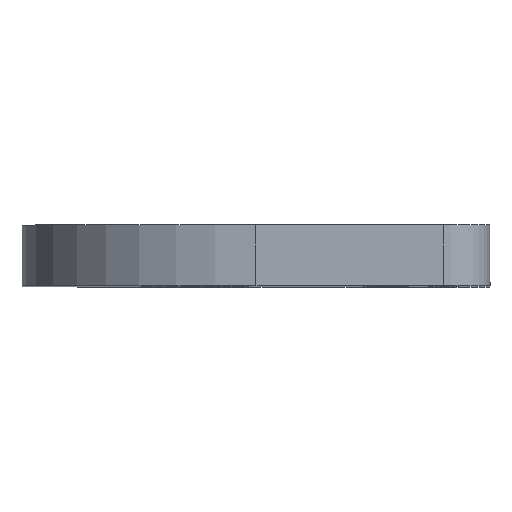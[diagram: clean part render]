
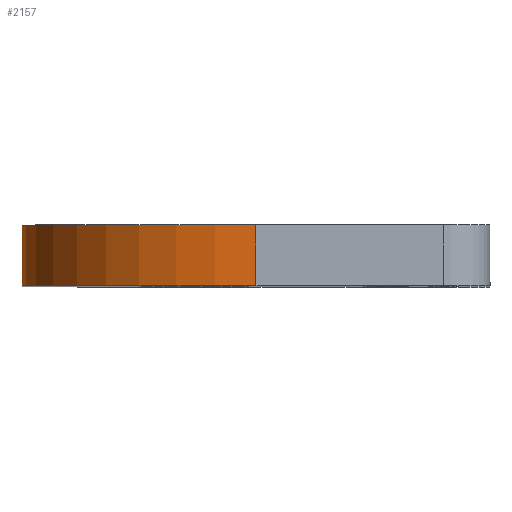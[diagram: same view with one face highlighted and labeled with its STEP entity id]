
A CAD part, top view. The second image highlights one B-rep face of the part: STEP entity #2157.
In plain terms, the highlighted cylindrical face has radius 15 mm (diameter 30 mm), a partial arc.
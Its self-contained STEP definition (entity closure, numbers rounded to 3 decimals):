
#7 = DIRECTION ( 'NONE',  ( 0., 0., 1. ) ) ;
#37 = VERTEX_POINT ( 'NONE', #3870 ) ;
#153 = CARTESIAN_POINT ( 'NONE',  ( -18., 3.9, 16.5 ) ) ;
#231 = EDGE_CURVE ( 'NONE', #3797, #2350, #3107, .T. ) ;
#475 = CARTESIAN_POINT ( 'NONE',  ( -3., 3.9, 16.5 ) ) ;
#491 = ORIENTED_EDGE ( 'NONE', *, *, #2275, .F. ) ;
#582 = CARTESIAN_POINT ( 'NONE',  ( -3., 3.9, 31.5 ) ) ;
#743 = CARTESIAN_POINT ( 'NONE',  ( -3., 3.9, 31.5 ) ) ;
#893 = CARTESIAN_POINT ( 'NONE',  ( -3., 0., 31.5 ) ) ;
#894 = LINE ( 'NONE', #4063, #3586 ) ;
#992 = EDGE_CURVE ( 'NONE', #2350, #3850, #1060, .T. ) ;
#1060 = LINE ( 'NONE', #582, #3550 ) ;
#1333 = EDGE_CURVE ( 'NONE', #37, #3797, #894, .T. ) ;
#1534 = DIRECTION ( 'NONE',  ( 0., -1., 0. ) ) ;
#1741 = ORIENTED_EDGE ( 'NONE', *, *, #231, .F. ) ;
#1917 = CARTESIAN_POINT ( 'NONE',  ( -3., 3.9, 16.5 ) ) ;
#2003 = DIRECTION ( 'NONE',  ( 0., 0., 1. ) ) ;
#2030 = DIRECTION ( 'NONE',  ( 0., 1., 0. ) ) ;
#2157 = ADVANCED_FACE ( 'NONE', ( #2762 ), #3607, .T. ) ;
#2275 = EDGE_CURVE ( 'NONE', #3850, #37, #3106, .T. ) ;
#2342 = DIRECTION ( 'NONE',  ( 0., -1., 0. ) ) ;
#2350 = VERTEX_POINT ( 'NONE', #743 ) ;
#2454 = ORIENTED_EDGE ( 'NONE', *, *, #1333, .F. ) ;
#2695 = ORIENTED_EDGE ( 'NONE', *, *, #992, .F. ) ;
#2711 = AXIS2_PLACEMENT_3D ( 'NONE', #1917, #4161, #7 ) ;
#2730 = AXIS2_PLACEMENT_3D ( 'NONE', #475, #2030, #3090 ) ;
#2762 = FACE_OUTER_BOUND ( 'NONE', #2855, .T. ) ;
#2785 = AXIS2_PLACEMENT_3D ( 'NONE', #3628, #2342, #2003 ) ;
#2855 = EDGE_LOOP ( 'NONE', ( #2454, #491, #2695, #1741 ) ) ;
#3090 = DIRECTION ( 'NONE',  ( 0., 0., 1. ) ) ;
#3106 = CIRCLE ( 'NONE', #2785, 15. ) ;
#3107 = CIRCLE ( 'NONE', #2730, 15. ) ;
#3550 = VECTOR ( 'NONE', #1534, 1000. ) ;
#3586 = VECTOR ( 'NONE', #3783, 1000. ) ;
#3607 = CYLINDRICAL_SURFACE ( 'NONE', #2711, 15. ) ;
#3628 = CARTESIAN_POINT ( 'NONE',  ( -3., 0., 16.5 ) ) ;
#3783 = DIRECTION ( 'NONE',  ( 0., 1., 0. ) ) ;
#3797 = VERTEX_POINT ( 'NONE', #153 ) ;
#3850 = VERTEX_POINT ( 'NONE', #893 ) ;
#3870 = CARTESIAN_POINT ( 'NONE',  ( -18., 0., 16.5 ) ) ;
#4063 = CARTESIAN_POINT ( 'NONE',  ( -18., 3.9, 16.5 ) ) ;
#4161 = DIRECTION ( 'NONE',  ( 0., 1., 0. ) ) ;
